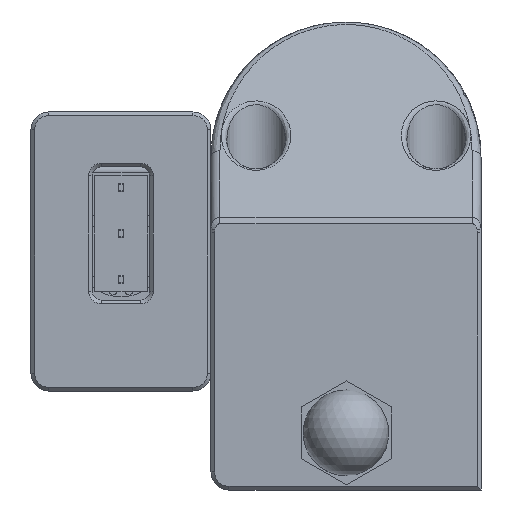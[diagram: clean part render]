
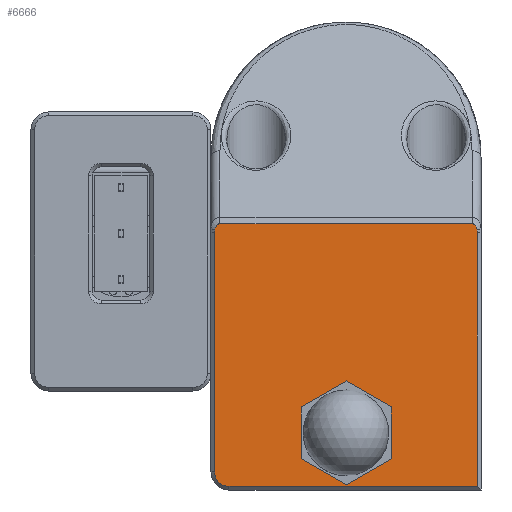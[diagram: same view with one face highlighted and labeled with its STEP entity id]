
A CAD part, front view. The second image highlights one B-rep face of the part: STEP entity #6666.
In plain terms, the highlighted planar face has unit normal (0, -1, 0).
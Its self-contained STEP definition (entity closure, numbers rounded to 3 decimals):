
#156=B_SPLINE_CURVE_WITH_KNOTS('',3,(#14197,#14198,#14199,#14200,#14201,
#14202),.UNSPECIFIED.,.F.,.F.,(4,1,1,4),(0.,0.277,
0.553,1.291),.UNSPECIFIED.);
#157=B_SPLINE_CURVE_WITH_KNOTS('',3,(#14235,#14236,#14237,#14238,#14239,
#14240),.UNSPECIFIED.,.F.,.F.,(4,1,1,4),(-1.291,-0.738,
-0.369,0.),.UNSPECIFIED.);
#159=B_SPLINE_CURVE_WITH_KNOTS('',3,(#14263,#14264,#14265,#14266),
 .UNSPECIFIED.,.F.,.F.,(4,4),(1.291,1.571),
 .UNSPECIFIED.);
#161=B_SPLINE_CURVE_WITH_KNOTS('',3,(#14287,#14288,#14289,#14290),
 .UNSPECIFIED.,.F.,.F.,(4,4),(-1.571,-1.291),
 .UNSPECIFIED.);
#526=FACE_BOUND('',#1712,.T.);
#926=CIRCLE('',#7495,1.6);
#929=CIRCLE('',#7507,2.);
#1285=FACE_OUTER_BOUND('',#1711,.T.);
#1711=EDGE_LOOP('',(#5961,#5962,#5963,#5964,#5965,#5966,#5967,#5968,#5969));
#1712=EDGE_LOOP('',(#5970));
#2142=LINE('',#14144,#2568);
#2145=LINE('',#14150,#2571);
#2148=LINE('',#14159,#2574);
#2154=LINE('',#14208,#2580);
#2568=VECTOR('',#9379,10.);
#2571=VECTOR('',#9384,10.);
#2574=VECTOR('',#9395,10.);
#2580=VECTOR('',#9403,10.);
#3197=VERTEX_POINT('',#14141);
#3198=VERTEX_POINT('',#14143);
#3199=VERTEX_POINT('',#14147);
#3200=VERTEX_POINT('',#14149);
#3202=VERTEX_POINT('',#14155);
#3203=VERTEX_POINT('',#14185);
#3206=VERTEX_POINT('',#14195);
#3208=VERTEX_POINT('',#14206);
#3209=VERTEX_POINT('',#14233);
#3215=VERTEX_POINT('',#14308);
#4126=EDGE_CURVE('',#3197,#3198,#2142,.T.);
#4129=EDGE_CURVE('',#3199,#3200,#2145,.T.);
#4133=EDGE_CURVE('',#3202,#3199,#926,.T.);
#4134=EDGE_CURVE('',#3198,#3202,#2148,.T.);
#4139=EDGE_CURVE('',#3206,#3203,#156,.T.);
#4142=EDGE_CURVE('',#3208,#3206,#2154,.T.);
#4144=EDGE_CURVE('',#3209,#3208,#157,.T.);
#4146=EDGE_CURVE('',#3203,#3197,#159,.T.);
#4148=EDGE_CURVE('',#3200,#3209,#161,.T.);
#4157=EDGE_CURVE('',#3215,#3215,#929,.T.);
#5961=ORIENTED_EDGE('',*,*,#4139,.F.);
#5962=ORIENTED_EDGE('',*,*,#4142,.F.);
#5963=ORIENTED_EDGE('',*,*,#4144,.F.);
#5964=ORIENTED_EDGE('',*,*,#4148,.F.);
#5965=ORIENTED_EDGE('',*,*,#4129,.F.);
#5966=ORIENTED_EDGE('',*,*,#4133,.F.);
#5967=ORIENTED_EDGE('',*,*,#4134,.F.);
#5968=ORIENTED_EDGE('',*,*,#4126,.F.);
#5969=ORIENTED_EDGE('',*,*,#4146,.F.);
#5970=ORIENTED_EDGE('',*,*,#4157,.T.);
#6321=PLANE('',#7506);
#6666=ADVANCED_FACE('',(#1285,#526),#6321,.F.);
#7495=AXIS2_PLACEMENT_3D('',#14157,#9391,#9392);
#7506=AXIS2_PLACEMENT_3D('',#14307,#9424,#9425);
#7507=AXIS2_PLACEMENT_3D('',#14309,#9426,#9427);
#9379=DIRECTION('',(0.,0.,-1.));
#9384=DIRECTION('',(0.,0.,1.));
#9391=DIRECTION('center_axis',(0.,1.,0.));
#9392=DIRECTION('ref_axis',(-0.707,0.,-0.707));
#9395=DIRECTION('',(-1.,0.,0.));
#9403=DIRECTION('',(1.,0.,0.));
#9424=DIRECTION('center_axis',(0.,1.,0.));
#9425=DIRECTION('ref_axis',(0.,0.,1.));
#9426=DIRECTION('center_axis',(0.,1.,0.));
#9427=DIRECTION('ref_axis',(0.,0.,-1.));
#14141=CARTESIAN_POINT('',(14.6,69.845,72.945));
#14143=CARTESIAN_POINT('',(14.6,69.845,44.759));
#14144=CARTESIAN_POINT('',(14.6,69.845,57.359));
#14147=CARTESIAN_POINT('',(-14.6,69.845,46.359));
#14149=CARTESIAN_POINT('',(-14.6,69.845,72.945));
#14150=CARTESIAN_POINT('',(-14.6,69.845,83.359));
#14155=CARTESIAN_POINT('',(-13.,69.845,44.759));
#14157=CARTESIAN_POINT('Origin',(-13.,69.845,46.359));
#14159=CARTESIAN_POINT('',(-7.5,69.845,44.759));
#14185=CARTESIAN_POINT('',(14.569,69.845,73.255));
#14195=CARTESIAN_POINT('',(14.,69.845,73.959));
#14197=CARTESIAN_POINT('Ctrl Pts',(14.,69.845,73.959));
#14198=CARTESIAN_POINT('Ctrl Pts',(14.04,69.845,73.959));
#14199=CARTESIAN_POINT('Ctrl Pts',(14.12,69.845,73.943));
#14200=CARTESIAN_POINT('Ctrl Pts',(14.341,69.845,73.816));
#14201=CARTESIAN_POINT('Ctrl Pts',(14.516,69.845,73.519));
#14202=CARTESIAN_POINT('Ctrl Pts',(14.569,69.845,73.255));
#14206=CARTESIAN_POINT('',(-14.,69.845,73.959));
#14208=CARTESIAN_POINT('',(3.75,69.845,73.959));
#14233=CARTESIAN_POINT('',(-14.569,69.845,73.255));
#14235=CARTESIAN_POINT('Ctrl Pts',(-14.569,69.845,73.255));
#14236=CARTESIAN_POINT('Ctrl Pts',(-14.529,69.845,73.453));
#14237=CARTESIAN_POINT('Ctrl Pts',(-14.395,69.845,73.743));
#14238=CARTESIAN_POINT('Ctrl Pts',(-14.163,69.845,73.934));
#14239=CARTESIAN_POINT('Ctrl Pts',(-14.053,69.845,73.959));
#14240=CARTESIAN_POINT('Ctrl Pts',(-14.,69.845,73.959));
#14263=CARTESIAN_POINT('Ctrl Pts',(14.569,69.845,73.255));
#14264=CARTESIAN_POINT('Ctrl Pts',(14.589,69.845,73.156));
#14265=CARTESIAN_POINT('Ctrl Pts',(14.6,69.845,73.05));
#14266=CARTESIAN_POINT('Ctrl Pts',(14.6,69.845,72.945));
#14287=CARTESIAN_POINT('Ctrl Pts',(-14.6,69.845,72.945));
#14288=CARTESIAN_POINT('Ctrl Pts',(-14.6,69.845,73.05));
#14289=CARTESIAN_POINT('Ctrl Pts',(-14.589,69.845,73.156));
#14290=CARTESIAN_POINT('Ctrl Pts',(-14.569,69.845,73.255));
#14307=CARTESIAN_POINT('Origin',(0.,69.845,
70.359));
#14308=CARTESIAN_POINT('',(0.006,69.845,52.709));
#14309=CARTESIAN_POINT('Origin',(0.006,69.845,50.709));
